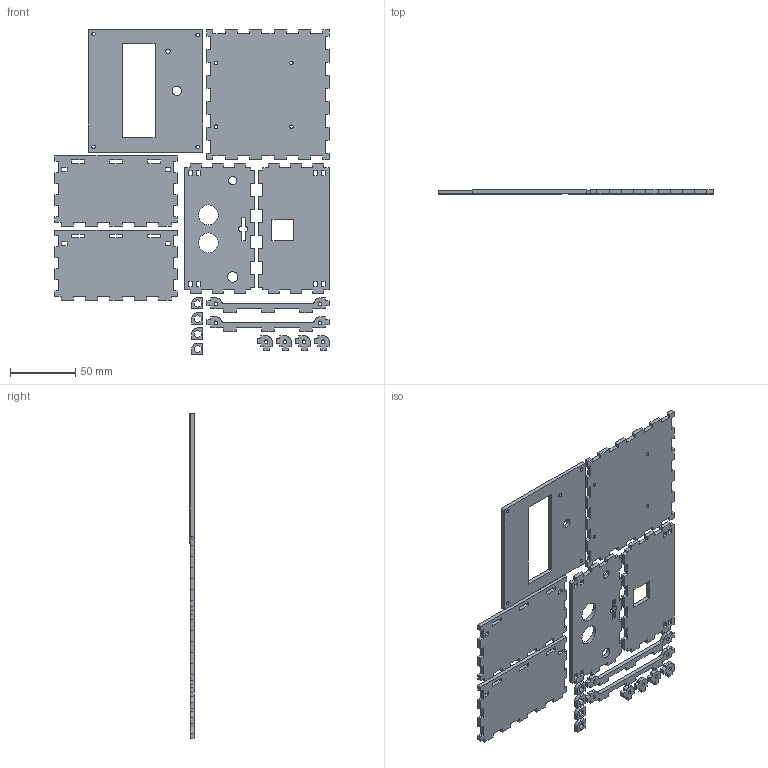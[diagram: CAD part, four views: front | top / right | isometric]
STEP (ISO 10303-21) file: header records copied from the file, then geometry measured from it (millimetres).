
FILE_DESCRIPTION (( 'STEP AP214' ), '1' );
FILE_NAME ('MiniDeXed Case Lasercut.STEP', '2022-06-01T19:08:22', ( '' ), ( '' ), 'SwSTEP 2.0', 'SolidWorks 2020', '' );
FILE_SCHEMA (( 'AUTOMOTIVE_DESIGN' ));
Length unit declared in the file: millimetre
Products named in the file (9): Teil2^MiniDeXed Case; Kopie von Teil4^MiniDeXed Case; MiniDeXed Case Lasercut; Teil6^MiniDeXed Case; Kopie (2) von Teil4^MiniDeXed Case; Teil5^MiniDeXed Case; Teil7^MiniDeXed Case; Kopie von Teil6^MiniDeXed Case; Teil3^MiniDeXed Case
Assembly tree (16 placements, depth 2):
  MiniDeXed Case Lasercut
    Teil2^MiniDeXed Case
    Teil3^MiniDeXed Case  x2
    Kopie (2) von Teil4^MiniDeXed Case
    Kopie von Teil4^MiniDeXed Case
    Teil5^MiniDeXed Case
    Teil6^MiniDeXed Case  x4
    Teil7^MiniDeXed Case  x2
    Kopie von Teil6^MiniDeXed Case  x4
Bounding box: 210.78 x 3.08 x 249.4 mm (x, y, z)
Volume: 106862.2 mm3; surface area: 83042.6 mm2
Topology: 16 solids, 16 shells, 609 faces, 1731 edges, 1154 vertices
Faces by surface type: plane 538, cylinder 71
Entity records: 13941 total; most frequent: CARTESIAN_POINT 2417, ORIENTED_EDGE 2382, DIRECTION 2157, EDGE_CURVE 1191, VECTOR 1089, LINE 1089, VERTEX_POINT 794, AXIS2_PLACEMENT_3D 534
